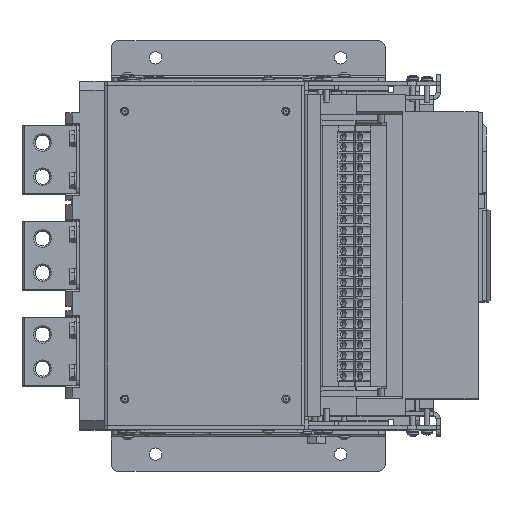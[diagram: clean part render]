
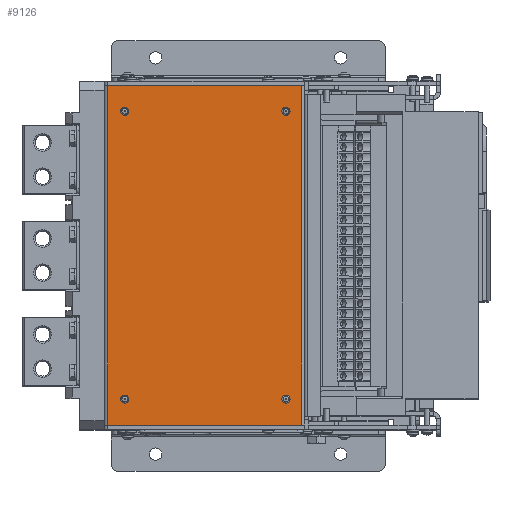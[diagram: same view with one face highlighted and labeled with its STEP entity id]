
A CAD part, top view. The second image highlights one B-rep face of the part: STEP entity #9126.
In plain terms, the highlighted planar face has unit normal (0, 0, 1).
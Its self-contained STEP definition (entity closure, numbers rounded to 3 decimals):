
#9126=ADVANCED_FACE('',(#44800,#44802,#44804,#44806,#44808),#44810,.T.);
#44800=FACE_BOUND('',#44801,.T.);
#44801=EDGE_LOOP('',(#78479,#78480,#78481,#78482));
#44802=FACE_BOUND('',#44803,.T.);
#44803=EDGE_LOOP('',(#78483));
#44804=FACE_BOUND('',#44805,.T.);
#44805=EDGE_LOOP('',(#78484));
#44806=FACE_BOUND('',#44807,.T.);
#44807=EDGE_LOOP('',(#78485));
#44808=FACE_BOUND('',#44809,.T.);
#44809=EDGE_LOOP('',(#78486));
#44810=PLANE('',#44811);
#44811=AXIS2_PLACEMENT_3D('',#44812,#44813,#44814);
#44812=CARTESIAN_POINT('',(146.,500000.,343.));
#44813=DIRECTION('',(0.,0.,1.));
#44814=DIRECTION('',(-1.,0.,0.));
#78479=ORIENTED_EDGE('',*,*,#96360,.F.);
#78480=ORIENTED_EDGE('',*,*,#96361,.T.);
#78481=ORIENTED_EDGE('',*,*,#96362,.F.);
#78482=ORIENTED_EDGE('',*,*,#96359,.T.);
#78483=ORIENTED_EDGE('',*,*,#96363,.F.);
#78484=ORIENTED_EDGE('',*,*,#96364,.F.);
#78485=ORIENTED_EDGE('',*,*,#96365,.F.);
#78486=ORIENTED_EDGE('',*,*,#96366,.F.);
#96359=EDGE_CURVE('',#107672,#107676,#107678,.T.);
#96360=EDGE_CURVE('',#107679,#107676,#107680,.T.);
#96361=EDGE_CURVE('',#107679,#107681,#107682,.F.);
#96362=EDGE_CURVE('',#107672,#107681,#107683,.T.);
#96363=EDGE_CURVE('',#107684,#107684,#107685,.T.);
#96364=EDGE_CURVE('',#107686,#107686,#107687,.T.);
#96365=EDGE_CURVE('',#107688,#107688,#107689,.T.);
#96366=EDGE_CURVE('',#107690,#107690,#107691,.T.);
#107672=VERTEX_POINT('',#129436);
#107676=VERTEX_POINT('',#129445);
#107678=LINE('',#129450,#129451);
#107679=VERTEX_POINT('',#129453);
#107680=LINE('',#129454,#129455);
#107681=VERTEX_POINT('',#129457);
#107682=LINE('',#129458,#129459);
#107683=LINE('',#129461,#129462);
#107684=VERTEX_POINT('',#129464);
#107685=CIRCLE('',#129465,2.1);
#107686=VERTEX_POINT('',#129469);
#107687=CIRCLE('',#129470,2.1);
#107688=VERTEX_POINT('',#129474);
#107689=CIRCLE('',#129475,2.1);
#107690=VERTEX_POINT('',#129479);
#107691=CIRCLE('',#129480,2.1);
#129436=CARTESIAN_POINT('',(2.5,251.,343.));
#129445=CARTESIAN_POINT('',(2.5,3.,343.));
#129450=CARTESIAN_POINT('',(2.5,251.,343.));
#129451=VECTOR('',#129452,1.);
#129452=DIRECTION('',(0.,-1.,0.));
#129453=CARTESIAN_POINT('',(144.,3.,343.));
#129454=CARTESIAN_POINT('',(144.,3.,343.));
#129455=VECTOR('',#129456,1.);
#129456=DIRECTION('',(-1.,0.,0.));
#129457=CARTESIAN_POINT('',(144.,251.,343.));
#129458=CARTESIAN_POINT('',(144.,251.,343.));
#129459=VECTOR('',#129460,1.);
#129460=DIRECTION('',(0.,-1.,0.));
#129461=CARTESIAN_POINT('',(2.5,251.,343.));
#129462=VECTOR('',#129463,1.);
#129463=DIRECTION('',(1.,0.,0.));
#129464=CARTESIAN_POINT('',(132.5,19.9,343.));
#129465=AXIS2_PLACEMENT_3D('',#129466,#129467,#129468);
#129466=CARTESIAN_POINT('',(132.5,22.,343.));
#129467=DIRECTION('',(0.,0.,1.));
#129468=DIRECTION('',(0.,-1.,0.));
#129469=CARTESIAN_POINT('',(132.5,229.9,343.));
#129470=AXIS2_PLACEMENT_3D('',#129471,#129472,#129473);
#129471=CARTESIAN_POINT('',(132.5,232.,343.));
#129472=DIRECTION('',(0.,0.,1.));
#129473=DIRECTION('',(0.,-1.,0.));
#129474=CARTESIAN_POINT('',(15.,229.9,343.));
#129475=AXIS2_PLACEMENT_3D('',#129476,#129477,#129478);
#129476=CARTESIAN_POINT('',(15.,232.,343.));
#129477=DIRECTION('',(0.,0.,1.));
#129478=DIRECTION('',(0.,-1.,0.));
#129479=CARTESIAN_POINT('',(15.,19.9,343.));
#129480=AXIS2_PLACEMENT_3D('',#129481,#129482,#129483);
#129481=CARTESIAN_POINT('',(15.,22.,343.));
#129482=DIRECTION('',(0.,0.,1.));
#129483=DIRECTION('',(0.,-1.,0.));
